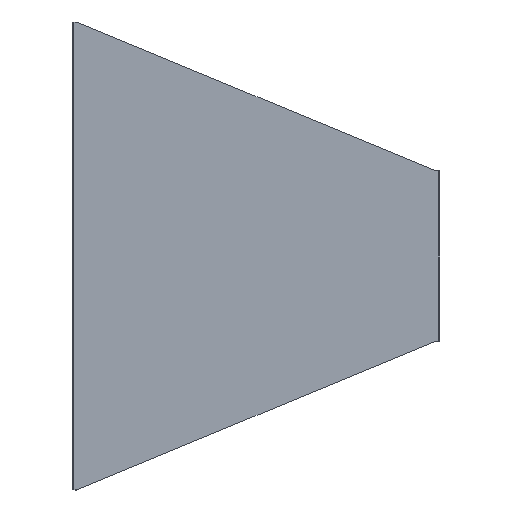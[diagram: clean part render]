
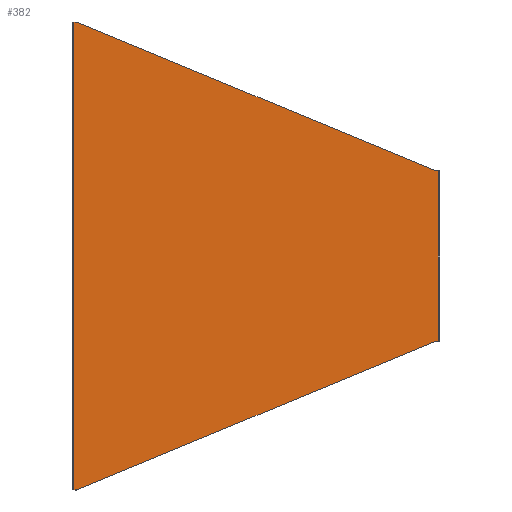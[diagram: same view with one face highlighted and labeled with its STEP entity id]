
A CAD part, front view. The second image highlights one B-rep face of the part: STEP entity #382.
In plain terms, the highlighted planar face has unit normal (0, -1, 0).
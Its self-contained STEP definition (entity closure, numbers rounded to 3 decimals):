
#20 = ORIENTED_EDGE ( 'NONE', *, *, #63, .T. ) ;
#26 = DIRECTION ( 'NONE',  ( 0.924, 0., 0.383 ) ) ;
#36 = VERTEX_POINT ( 'NONE', #311 ) ;
#46 = VECTOR ( 'NONE', #530, 1000. ) ;
#47 = LINE ( 'NONE', #354, #46 ) ;
#48 = EDGE_CURVE ( 'NONE', #321, #487, #418, .T. ) ;
#63 = EDGE_CURVE ( 'NONE', #133, #520, #438, .T. ) ;
#76 = ORIENTED_EDGE ( 'NONE', *, *, #547, .F. ) ;
#80 = DIRECTION ( 'NONE',  ( -0.924, 0., 0.383 ) ) ;
#121 = CARTESIAN_POINT ( 'NONE',  ( 67.3, -0.7, -32. ) ) ;
#128 = DIRECTION ( 'NONE',  ( -1., 0., 0. ) ) ;
#133 = VERTEX_POINT ( 'NONE', #575 ) ;
#135 = CARTESIAN_POINT ( 'NONE',  ( 67.3, -0.7, -32. ) ) ;
#139 = ORIENTED_EDGE ( 'NONE', *, *, #259, .F. ) ;
#143 = VECTOR ( 'NONE', #128, 1000. ) ;
#145 = CARTESIAN_POINT ( 'NONE',  ( 68.3, -0.7, 32. ) ) ;
#170 = CARTESIAN_POINT ( 'NONE',  ( -68.3, -0.7, 131.5 ) ) ;
#171 = EDGE_LOOP ( 'NONE', ( #20, #378, #369, #139, #544, #416, #260, #76 ) ) ;
#180 = CARTESIAN_POINT ( 'NONE',  ( -67.3, -0.7, -87.753 ) ) ;
#191 = CARTESIAN_POINT ( 'NONE',  ( 68.3, -0.7, 131.5 ) ) ;
#196 = PLANE ( 'NONE',  #511 ) ;
#212 = VERTEX_POINT ( 'NONE', #316 ) ;
#214 = FACE_OUTER_BOUND ( 'NONE', #171, .T. ) ;
#221 = EDGE_CURVE ( 'NONE', #520, #545, #597, .T. ) ;
#222 = DIRECTION ( 'NONE',  ( 0., 1., 0. ) ) ;
#223 = LINE ( 'NONE', #121, #270 ) ;
#230 = DIRECTION ( 'NONE',  ( 0., 0., -1. ) ) ;
#240 = VECTOR ( 'NONE', #473, 1000. ) ;
#256 = LINE ( 'NONE', #474, #143 ) ;
#259 = EDGE_CURVE ( 'NONE', #321, #36, #256, .T. ) ;
#260 = ORIENTED_EDGE ( 'NONE', *, *, #280, .F. ) ;
#270 = VECTOR ( 'NONE', #305, 1000. ) ;
#280 = EDGE_CURVE ( 'NONE', #569, #212, #330, .T. ) ;
#299 = EDGE_CURVE ( 'NONE', #545, #36, #516, .T. ) ;
#303 = CARTESIAN_POINT ( 'NONE',  ( -67.3, -0.7, 87.753 ) ) ;
#305 = DIRECTION ( 'NONE',  ( 1., 0., 0. ) ) ;
#311 = CARTESIAN_POINT ( 'NONE',  ( -68.3, -0.7, -87.753 ) ) ;
#316 = CARTESIAN_POINT ( 'NONE',  ( 68.3, -0.7, -32. ) ) ;
#321 = VERTEX_POINT ( 'NONE', #180 ) ;
#330 = LINE ( 'NONE', #191, #352 ) ;
#352 = VECTOR ( 'NONE', #230, 1000. ) ;
#354 = CARTESIAN_POINT ( 'NONE',  ( -69., -0.7, 32. ) ) ;
#361 = VECTOR ( 'NONE', #26, 1000. ) ;
#369 = ORIENTED_EDGE ( 'NONE', *, *, #299, .T. ) ;
#378 = ORIENTED_EDGE ( 'NONE', *, *, #221, .T. ) ;
#382 = ADVANCED_FACE ( 'NONE', ( #214 ), #196, .F. ) ;
#399 = VECTOR ( 'NONE', #80, 1000. ) ;
#416 = ORIENTED_EDGE ( 'NONE', *, *, #472, .T. ) ;
#418 = LINE ( 'NONE', #434, #361 ) ;
#434 = CARTESIAN_POINT ( 'NONE',  ( 67.3, -0.7, -32. ) ) ;
#438 = LINE ( 'NONE', #570, #399 ) ;
#472 = EDGE_CURVE ( 'NONE', #487, #212, #223, .T. ) ;
#473 = DIRECTION ( 'NONE',  ( 0., 0., -1. ) ) ;
#474 = CARTESIAN_POINT ( 'NONE',  ( -69., -0.7, -87.753 ) ) ;
#487 = VERTEX_POINT ( 'NONE', #135 ) ;
#511 = AXIS2_PLACEMENT_3D ( 'NONE', #573, #222, #548 ) ;
#516 = LINE ( 'NONE', #170, #240 ) ;
#520 = VERTEX_POINT ( 'NONE', #584 ) ;
#530 = DIRECTION ( 'NONE',  ( 1., 0., 0. ) ) ;
#539 = DIRECTION ( 'NONE',  ( -1., 0., 0. ) ) ;
#544 = ORIENTED_EDGE ( 'NONE', *, *, #48, .T. ) ;
#545 = VERTEX_POINT ( 'NONE', #593 ) ;
#547 = EDGE_CURVE ( 'NONE', #133, #569, #47, .T. ) ;
#548 = DIRECTION ( 'NONE',  ( 0., 0., 1. ) ) ;
#569 = VERTEX_POINT ( 'NONE', #145 ) ;
#570 = CARTESIAN_POINT ( 'NONE',  ( 67.3, -0.7, 32. ) ) ;
#573 = CARTESIAN_POINT ( 'NONE',  ( -69., -0.7, 131.5 ) ) ;
#575 = CARTESIAN_POINT ( 'NONE',  ( 67.3, -0.7, 32. ) ) ;
#584 = CARTESIAN_POINT ( 'NONE',  ( -67.3, -0.7, 87.753 ) ) ;
#585 = VECTOR ( 'NONE', #539, 1000. ) ;
#593 = CARTESIAN_POINT ( 'NONE',  ( -68.3, -0.7, 87.753 ) ) ;
#597 = LINE ( 'NONE', #303, #585 ) ;
